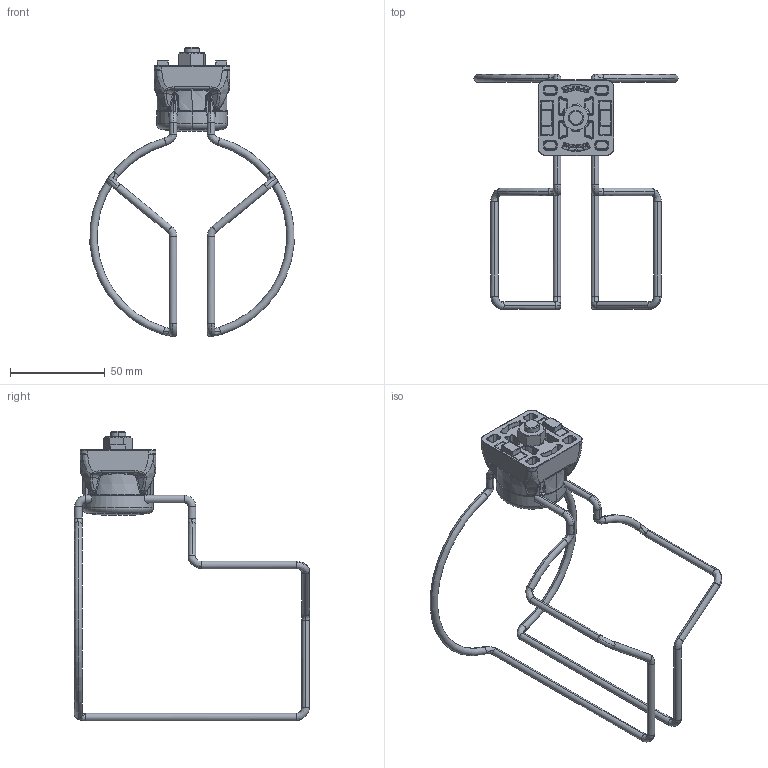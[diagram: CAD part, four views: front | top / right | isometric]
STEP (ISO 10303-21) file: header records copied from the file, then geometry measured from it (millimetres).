
FILE_DESCRIPTION (( 'STEP AP214' ), '1' );
FILE_NAME ('6TM840ND100S01.STEP', '2019-12-18T12:44:45', ( '' ), ( '' ), 'SwSTEP 2.0', 'SolidWorks 2019', '' );
FILE_SCHEMA (( 'AUTOMOTIVE_DESIGN' ));
Length unit declared in the file: millimetre
Products named in the file (9): 6TM840ND100S01; 093gr14k_093 g r14 k; 340ME554; 061TM840_061TM840; 061TD100R01-R02_061TD100R02; 4din912m0835m_4 din 912 m08 35; Hexagon nut ISO 4032 M8_Nut ISO 4032; 061TH240S01_061TH240; 061TD100R01-R02_061TD100R01
Assembly tree (9 placements, depth 2):
  6TM840ND100S01
    061TM840_061TM840
    061TD100R01-R02_061TD100R02
    061TD100R01-R02_061TD100R01
    061TH240S01_061TH240
    340ME554
    4din912m0835m_4 din 912 m08 35
    Hexagon nut ISO 4032 M8_Nut ISO 4032
    093gr14k_093 g r14 k  x2
Bounding box: 107.68 x 124 x 152.93 mm (x, y, z)
Volume: 49425 mm3; surface area: 35338.8 mm2
Topology: 9 solids, 9 shells, 1992 faces, 4846 edges, 2825 vertices
Faces by surface type: cylinder 621, bspline 534, plane 375, torus 222, cone 148, sphere 92
Entity records: 73008 total; most frequent: CARTESIAN_POINT 34539, ORIENTED_EDGE 8948, DIRECTION 6993, EDGE_CURVE 4474, AXIS2_PLACEMENT_3D 2905, VERTEX_POINT 2629, EDGE_LOOP 1889, FACE_OUTER_BOUND 1870
